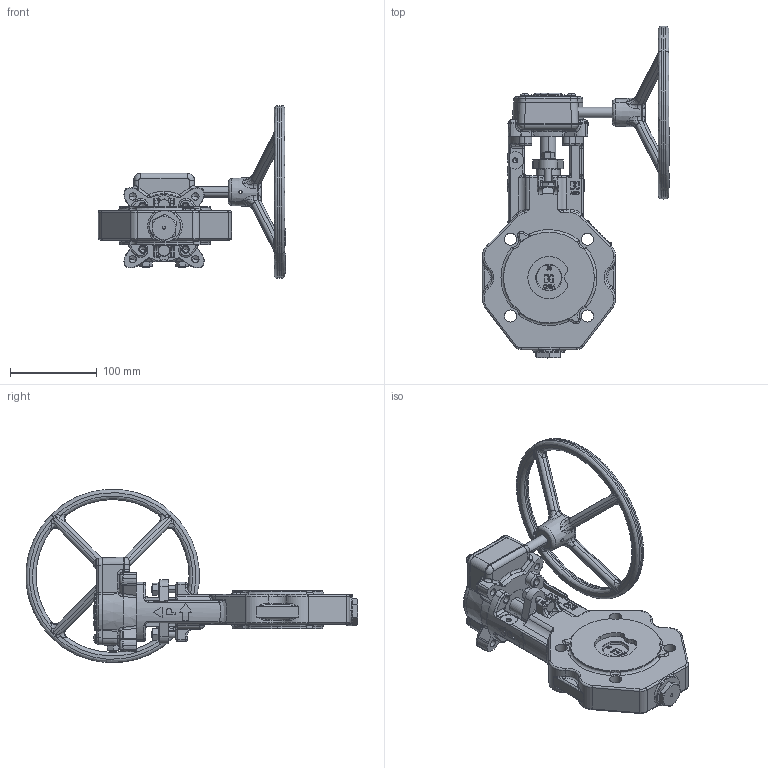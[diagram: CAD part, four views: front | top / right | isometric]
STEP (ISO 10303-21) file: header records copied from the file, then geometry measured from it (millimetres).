
FILE_DESCRIPTION (( 'STEP AP214' ), '1' );
FILE_NAME ('5590T05003_40.STEP', '2024-08-02T10:46:26', ( '' ), ( '' ), 'SwSTEP 2.0', 'SolidWorks 2022', '' );
FILE_SCHEMA (( 'AUTOMOTIVE_DESIGN' ));
Length unit declared in the file: millimetre
Products named in the file (1): 5590T05003_40
Bounding box: 215.67 x 382.12 x 199.24 mm (x, y, z)
Volume: 1264621.8 mm3; surface area: 225229.2 mm2
Topology: 5 solids, 25 shells, 4135 faces, 10686 edges, 6757 vertices
Faces by surface type: plane 1619, bspline 1317, cylinder 680, cone 337, torus 162, sphere 20
Entity records: 255123 total; most frequent: CARTESIAN_POINT 119473, ORIENTED_EDGE 21194, DIRECTION 14917, EDGE_CURVE 10597, VERTEX_POINT 6757, LINE 4989, VECTOR 4989, AXIS2_PLACEMENT_3D 4964
